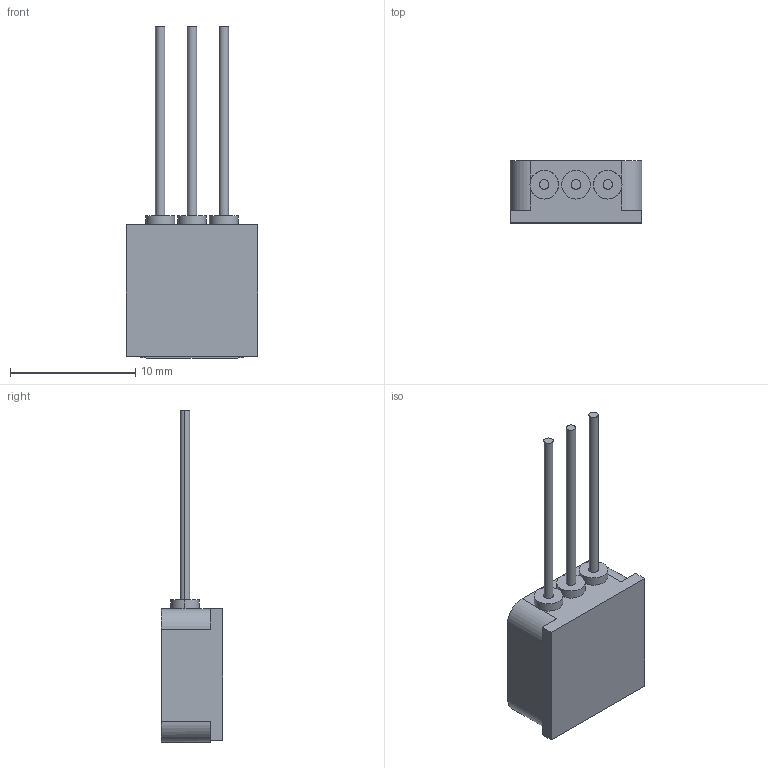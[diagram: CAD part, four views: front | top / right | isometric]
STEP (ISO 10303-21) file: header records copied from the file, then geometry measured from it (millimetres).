
FILE_DESCRIPTION (( 'STEP AP203' ), '1' );
FILE_NAME ('D100762G-STEP Rev A.STEP', '2021-11-11T13:59:41', ( '' ), ( '' ), 'SwSTEP 2.0', 'SolidWorks 2018', '' );
FILE_SCHEMA (( 'CONFIG_CONTROL_DESIGN' ));
Length unit declared in the file: inch
Products named in the file (1): D100762G-STEP Rev A
Bounding box: 10.54 x 4.95 x 26.54 mm (x, y, z)
Volume: 575.7 mm3; surface area: 550.1 mm2
Topology: 1 solids, 1 shells, 325 faces, 849 edges, 564 vertices
Faces by surface type: plane 217, bspline 83, cylinder 25
Entity records: 14184 total; most frequent: CARTESIAN_POINT 6614, ORIENTED_EDGE 1698, DIRECTION 1225, EDGE_CURVE 849, LINE 627, VECTOR 627, VERTEX_POINT 564, EDGE_LOOP 363
